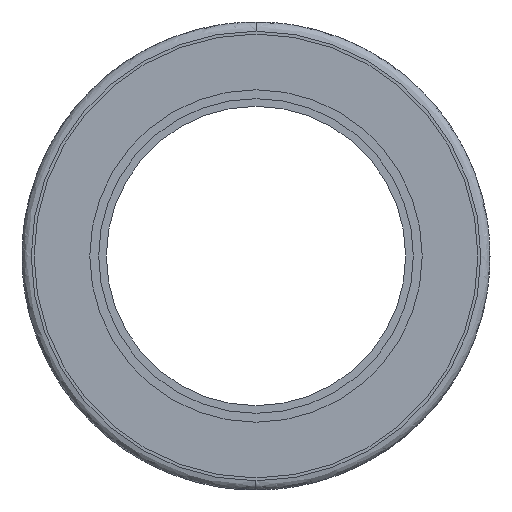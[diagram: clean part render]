
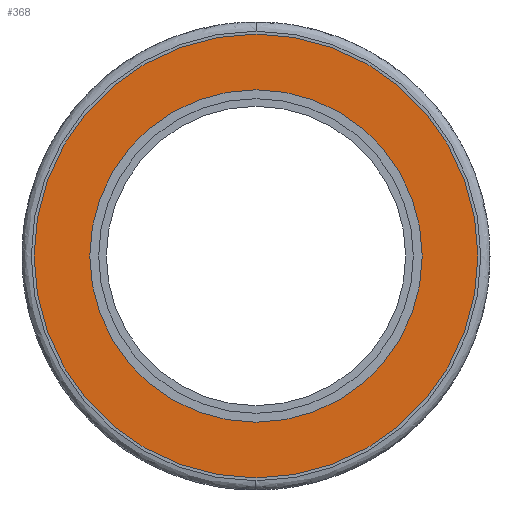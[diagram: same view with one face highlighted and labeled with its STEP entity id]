
A CAD part, left-side view. The second image highlights one B-rep face of the part: STEP entity #368.
In plain terms, the highlighted planar face has unit normal (-1, 0, 0).
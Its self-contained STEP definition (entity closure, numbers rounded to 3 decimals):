
#368=ADVANCED_FACE('',(#2666,#2667),#2665,.T.);
#2665=PLANE('',#7102);
#2666=FACE_OUTER_BOUND('',#7103,.T.);
#2667=FACE_BOUND('',#7104,.T.);
#7099=CARTESIAN_POINT('',(-57.5,-57.158,-63.25));
#7100=DIRECTION('',(-1.,0.,0.));
#7101=DIRECTION('',(0.,0.,1.));
#7102=AXIS2_PLACEMENT_3D('',#7099,#7100,#7101);
#7103=EDGE_LOOP('',(#8229,#8230));
#7104=EDGE_LOOP('',(#8231,#8232));
#8229=ORIENTED_EDGE('',*,*,#8801,.T.);
#8230=ORIENTED_EDGE('',*,*,#8802,.T.);
#8231=ORIENTED_EDGE('',*,*,#8803,.F.);
#8232=ORIENTED_EDGE('',*,*,#8804,.F.);
#8801=EDGE_CURVE('',#11823,#11824,#11825,.T.);
#8802=EDGE_CURVE('',#11824,#11823,#11831,.T.);
#8803=EDGE_CURVE('',#11837,#11838,#11839,.T.);
#8804=EDGE_CURVE('',#11838,#11837,#11845,.T.);
#11823=VERTEX_POINT('',#14477);
#11824=VERTEX_POINT('',#14478);
#11825=CIRCLE('',#14482,27.5);
#11831=CIRCLE('',#14486,27.5);
#11837=VERTEX_POINT('',#14487);
#11838=VERTEX_POINT('',#14488);
#11839=CIRCLE('',#14492,20.6);
#11845=CIRCLE('',#14496,20.6);
#14477=CARTESIAN_POINT('',(-57.5,0.,27.5));
#14478=CARTESIAN_POINT('',(-57.5,0.,-27.5));
#14479=CARTESIAN_POINT('',(-57.5,0.,0.));
#14480=DIRECTION('',(-1.,0.,0.));
#14481=DIRECTION('',(0.,0.,1.));
#14482=AXIS2_PLACEMENT_3D('',#14479,#14480,#14481);
#14483=CARTESIAN_POINT('',(-57.5,0.,0.));
#14484=DIRECTION('',(-1.,0.,0.));
#14485=DIRECTION('',(0.,0.,1.));
#14486=AXIS2_PLACEMENT_3D('',#14483,#14484,#14485);
#14487=CARTESIAN_POINT('',(-57.5,0.,-20.6));
#14488=CARTESIAN_POINT('',(-57.5,0.,20.6));
#14489=CARTESIAN_POINT('',(-57.5,0.,0.));
#14490=DIRECTION('',(-1.,0.,0.));
#14491=DIRECTION('',(0.,0.,1.));
#14492=AXIS2_PLACEMENT_3D('',#14489,#14490,#14491);
#14493=CARTESIAN_POINT('',(-57.5,0.,0.));
#14494=DIRECTION('',(-1.,0.,0.));
#14495=DIRECTION('',(0.,0.,1.));
#14496=AXIS2_PLACEMENT_3D('',#14493,#14494,#14495);
